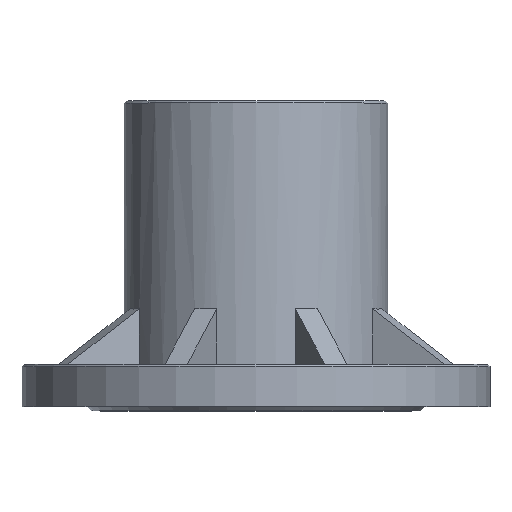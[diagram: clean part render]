
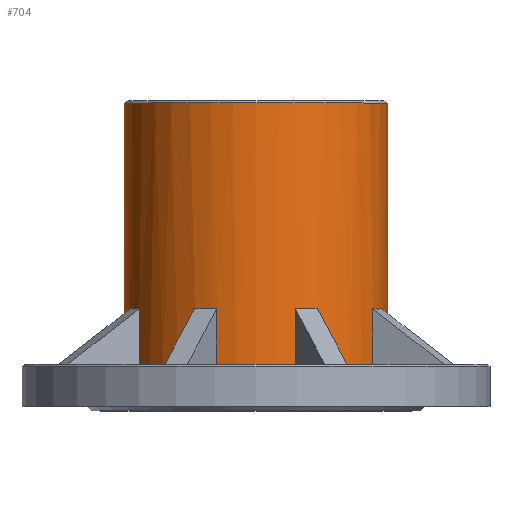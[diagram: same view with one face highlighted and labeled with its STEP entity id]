
A CAD part, top view. The second image highlights one B-rep face of the part: STEP entity #704.
In plain terms, the highlighted cylindrical face has radius 62.5 mm (diameter 125 mm), a partial arc.
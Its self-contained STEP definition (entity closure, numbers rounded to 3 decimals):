
#376 = EDGE_CURVE( '', #906, #554, #1053, .T. );
#394 = VERTEX_POINT( '', #1073 );
#416 = VERTEX_POINT( '', #1096 );
#422 = VERTEX_POINT( '', #1103 );
#428 = VERTEX_POINT( '', #1109 );
#430 = EDGE_CURVE( '', #714, #480, #1111, .T. );
#432 = VERTEX_POINT( '', #1113 );
#460 = VERTEX_POINT( '', #1146 );
#480 = VERTEX_POINT( '', #1167 );
#492 = VERTEX_POINT( '', #1183 );
#512 = EDGE_CURVE( '', #996, #432, #1205, .T. );
#520 = EDGE_CURVE( '', #996, #780, #1214, .T. );
#554 = VERTEX_POINT( '', #1249 );
#590 = EDGE_CURVE( '', #726, #422, #1288, .T. );
#602 = EDGE_CURVE( '', #480, #726, #1302, .T. );
#618 = VERTEX_POINT( '', #1329 );
#628 = EDGE_CURVE( '', #492, #940, #1339, .T. );
#652 = VERTEX_POINT( '', #1373 );
#654 = EDGE_CURVE( '', #652, #394, #1375, .T. );
#658 = VERTEX_POINT( '', #1379 );
#660 = EDGE_CURVE( '', #492, #422, #1381, .T. );
#664 = EDGE_CURVE( '', #554, #618, #1385, .T. );
#694 = EDGE_CURVE( '', #460, #416, #1418, .T. );
#704 = ADVANCED_FACE( '', ( #1429 ), #1430, .T. );
#706 = VERTEX_POINT( '', #1432 );
#714 = VERTEX_POINT( '', #1440 );
#726 = VERTEX_POINT( '', #1452 );
#756 = EDGE_CURVE( '', #432, #652, #1488, .T. );
#780 = VERTEX_POINT( '', #1514 );
#800 = EDGE_CURVE( '', #906, #416, #1539, .T. );
#802 = EDGE_CURVE( '', #428, #394, #1541, .T. );
#804 = EDGE_CURVE( '', #706, #658, #1543, .T. );
#840 = EDGE_CURVE( '', #714, #1006, #1582, .T. );
#870 = EDGE_CURVE( '', #618, #780, #1614, .T. );
#906 = VERTEX_POINT( '', #1654 );
#912 = EDGE_CURVE( '', #940, #460, #1660, .T. );
#934 = EDGE_CURVE( '', #706, #1006, #1684, .T. );
#940 = VERTEX_POINT( '', #1690 );
#996 = VERTEX_POINT( '', #1753 );
#1004 = EDGE_CURVE( '', #428, #658, #1762, .T. );
#1006 = VERTEX_POINT( '', #1764 );
#1053 = LINE( '', #1812, #1813 );
#1073 = CARTESIAN_POINT( '', ( 59.683, 22., 18.552 ) );
#1096 = CARTESIAN_POINT( '', ( -18.552, 22., 59.683 ) );
#1103 = CARTESIAN_POINT( '', ( -55.321, 22., 29.084 ) );
#1109 = CARTESIAN_POINT( '', ( 62.5, 22., 0. ) );
#1111 = LINE( '', #1882, #1883 );
#1113 = CARTESIAN_POINT( '', ( 55.321, 48.468, 29.084 ) );
#1146 = CARTESIAN_POINT( '', ( -18.552, 48.468, 59.683 ) );
#1167 = CARTESIAN_POINT( '', ( -59.683, 48.468, 18.552 ) );
#1183 = CARTESIAN_POINT( '', ( -29.084, 22., 55.321 ) );
#1205 = LINE( '', #2005, #2006 );
#1214 = CIRCLE( '', #2018, 62.5 );
#1249 = CARTESIAN_POINT( '', ( 18.552, 48.468, 59.683 ) );
#1288 = LINE( '', #2117, #2118 );
#1302 = ELLIPSE( '', #2134, 77.015, 62.5 );
#1329 = CARTESIAN_POINT( '', ( 29.084, 48.468, 55.321 ) );
#1339 = LINE( '', #2181, #2182 );
#1373 = CARTESIAN_POINT( '', ( 59.683, 48.468, 18.552 ) );
#1375 = LINE( '', #2226, #2227 );
#1379 = CARTESIAN_POINT( '', ( 62.5, 146., 0. ) );
#1381 = CIRCLE( '', #2235, 62.5 );
#1385 = ELLIPSE( '', #2240, 77.015, 62.5 );
#1418 = LINE( '', #2282, #2283 );
#1429 = FACE_OUTER_BOUND( '', #2298, .T. );
#1430 = CYLINDRICAL_SURFACE( '', #2299, 62.5 );
#1432 = CARTESIAN_POINT( '', ( -62.5, 146., 0. ) );
#1440 = CARTESIAN_POINT( '', ( -59.683, 22., 18.552 ) );
#1452 = CARTESIAN_POINT( '', ( -55.321, 48.468, 29.084 ) );
#1488 = ELLIPSE( '', #2379, 77.015, 62.5 );
#1514 = CARTESIAN_POINT( '', ( 29.084, 22., 55.321 ) );
#1539 = CIRCLE( '', #2453, 62.5 );
#1541 = CIRCLE( '', #2456, 62.5 );
#1543 = CIRCLE( '', #2459, 62.5 );
#1582 = CIRCLE( '', #2517, 62.5 );
#1614 = LINE( '', #2560, #2561 );
#1654 = CARTESIAN_POINT( '', ( 18.552, 22., 59.683 ) );
#1660 = ELLIPSE( '', #2618, 77.015, 62.5 );
#1684 = LINE( '', #2653, #2654 );
#1690 = CARTESIAN_POINT( '', ( -29.084, 48.468, 55.321 ) );
#1753 = CARTESIAN_POINT( '', ( 55.321, 22., 29.084 ) );
#1762 = LINE( '', #2756, #2757 );
#1764 = CARTESIAN_POINT( '', ( -62.5, 22., 0. ) );
#1812 = CARTESIAN_POINT( '', ( 18.552, 35.5, 59.683 ) );
#1813 = VECTOR( '', #2791, 1. );
#1882 = CARTESIAN_POINT( '', ( -59.683, 35.5, 18.552 ) );
#1883 = VECTOR( '', #2839, 1. );
#2005 = CARTESIAN_POINT( '', ( 55.321, 35.5, 29.084 ) );
#2006 = VECTOR( '', #2957, 1. );
#2018 = AXIS2_PLACEMENT_3D( '', #2967, #2968, #2969 );
#2117 = CARTESIAN_POINT( '', ( -55.321, 35.5, 29.084 ) );
#2118 = VECTOR( '', #3038, 1. );
#2134 = AXIS2_PLACEMENT_3D( '', #3058, #3059, #3060 );
#2181 = CARTESIAN_POINT( '', ( -29.084, 35.5, 55.321 ) );
#2182 = VECTOR( '', #3100, 1. );
#2226 = CARTESIAN_POINT( '', ( 59.683, 35.5, 18.552 ) );
#2227 = VECTOR( '', #3168, 1. );
#2235 = AXIS2_PLACEMENT_3D( '', #3172, #3173, #3174 );
#2240 = AXIS2_PLACEMENT_3D( '', #3175, #3176, #3177 );
#2282 = CARTESIAN_POINT( '', ( -18.552, 35.5, 59.683 ) );
#2283 = VECTOR( '', #3211, 1. );
#2298 = EDGE_LOOP( '', ( #3228, #3229, #3230, #3231, #3232, #3233, #3234, #3235, #3236, #3237, #3238, #3239, #3240, #3241, #3242, #3243, #3244, #3245, #3246, #3247 ) );
#2299 = AXIS2_PLACEMENT_3D( '', #3248, #3249, #3250 );
#2379 = AXIS2_PLACEMENT_3D( '', #3307, #3308, #3309 );
#2453 = AXIS2_PLACEMENT_3D( '', #3381, #3382, #3383 );
#2456 = AXIS2_PLACEMENT_3D( '', #3384, #3385, #3386 );
#2459 = AXIS2_PLACEMENT_3D( '', #3387, #3388, #3389 );
#2517 = AXIS2_PLACEMENT_3D( '', #3438, #3439, #3440 );
#2560 = CARTESIAN_POINT( '', ( 29.084, 35.5, 55.321 ) );
#2561 = VECTOR( '', #3471, 1. );
#2618 = AXIS2_PLACEMENT_3D( '', #3518, #3519, #3520 );
#2653 = CARTESIAN_POINT( '', ( -62.5, 84., 0. ) );
#2654 = VECTOR( '', #3539, 1. );
#2756 = CARTESIAN_POINT( '', ( 62.5, 84., 0. ) );
#2757 = VECTOR( '', #3646, 1. );
#2791 = DIRECTION( '', ( 0., 1., 0. ) );
#2839 = DIRECTION( '', ( 0., 1., 0. ) );
#2957 = DIRECTION( '', ( 0., 1., 0. ) );
#2967 = CARTESIAN_POINT( '', ( 0., 22., 0. ) );
#2968 = DIRECTION( '', ( 0., -1., 0. ) );
#2969 = DIRECTION( '', ( 1., 0., 0. ) );
#3038 = DIRECTION( '', ( 0., -1., 0. ) );
#3058 = CARTESIAN_POINT( '', ( 0., 93.28, 0. ) );
#3059 = DIRECTION( '', ( -0.54, 0.812, 0.224 ) );
#3060 = DIRECTION( '', ( 0.75, 0.584, -0.311 ) );
#3100 = DIRECTION( '', ( 0., 1., 0. ) );
#3168 = DIRECTION( '', ( 0., -1., 0. ) );
#3172 = CARTESIAN_POINT( '', ( 0., 22., 0. ) );
#3173 = DIRECTION( '', ( 0., -1., 0. ) );
#3174 = DIRECTION( '', ( 1., 0., 0. ) );
#3175 = CARTESIAN_POINT( '', ( 0., 93.28, 0. ) );
#3176 = DIRECTION( '', ( 0.224, 0.812, 0.54 ) );
#3177 = DIRECTION( '', ( 0.311, -0.584, 0.75 ) );
#3211 = DIRECTION( '', ( 0., -1., 0. ) );
#3228 = ORIENTED_EDGE( '', *, *, #1004, .T. );
#3229 = ORIENTED_EDGE( '', *, *, #804, .F. );
#3230 = ORIENTED_EDGE( '', *, *, #934, .T. );
#3231 = ORIENTED_EDGE( '', *, *, #840, .F. );
#3232 = ORIENTED_EDGE( '', *, *, #430, .T. );
#3233 = ORIENTED_EDGE( '', *, *, #602, .T. );
#3234 = ORIENTED_EDGE( '', *, *, #590, .T. );
#3235 = ORIENTED_EDGE( '', *, *, #660, .F. );
#3236 = ORIENTED_EDGE( '', *, *, #628, .T. );
#3237 = ORIENTED_EDGE( '', *, *, #912, .T. );
#3238 = ORIENTED_EDGE( '', *, *, #694, .T. );
#3239 = ORIENTED_EDGE( '', *, *, #800, .F. );
#3240 = ORIENTED_EDGE( '', *, *, #376, .T. );
#3241 = ORIENTED_EDGE( '', *, *, #664, .T. );
#3242 = ORIENTED_EDGE( '', *, *, #870, .T. );
#3243 = ORIENTED_EDGE( '', *, *, #520, .F. );
#3244 = ORIENTED_EDGE( '', *, *, #512, .T. );
#3245 = ORIENTED_EDGE( '', *, *, #756, .T. );
#3246 = ORIENTED_EDGE( '', *, *, #654, .T. );
#3247 = ORIENTED_EDGE( '', *, *, #802, .F. );
#3248 = CARTESIAN_POINT( '', ( 0., 84., 0. ) );
#3249 = DIRECTION( '', ( 0., -1., 0. ) );
#3250 = DIRECTION( '', ( 1., 0., 0. ) );
#3307 = CARTESIAN_POINT( '', ( 0., 93.28, 0. ) );
#3308 = DIRECTION( '', ( 0.54, 0.812, 0.224 ) );
#3309 = DIRECTION( '', ( 0.75, -0.584, 0.311 ) );
#3381 = CARTESIAN_POINT( '', ( 0., 22., 0. ) );
#3382 = DIRECTION( '', ( 0., -1., 0. ) );
#3383 = DIRECTION( '', ( 1., 0., 0. ) );
#3384 = CARTESIAN_POINT( '', ( 0., 22., 0. ) );
#3385 = DIRECTION( '', ( 0., -1., 0. ) );
#3386 = DIRECTION( '', ( 1., 0., 0. ) );
#3387 = CARTESIAN_POINT( '', ( 0., 146., 0. ) );
#3388 = DIRECTION( '', ( 0., 1., 0. ) );
#3389 = DIRECTION( '', ( 1., 0., 0. ) );
#3438 = CARTESIAN_POINT( '', ( 0., 22., 0. ) );
#3439 = DIRECTION( '', ( 0., -1., 0. ) );
#3440 = DIRECTION( '', ( 1., 0., 0. ) );
#3471 = DIRECTION( '', ( 0., -1., 0. ) );
#3518 = CARTESIAN_POINT( '', ( 0., 93.28, 0. ) );
#3519 = DIRECTION( '', ( -0.224, 0.812, 0.54 ) );
#3520 = DIRECTION( '', ( 0.311, 0.584, -0.75 ) );
#3539 = DIRECTION( '', ( 0., -1., 0. ) );
#3646 = DIRECTION( '', ( 0., 1., 0. ) );
